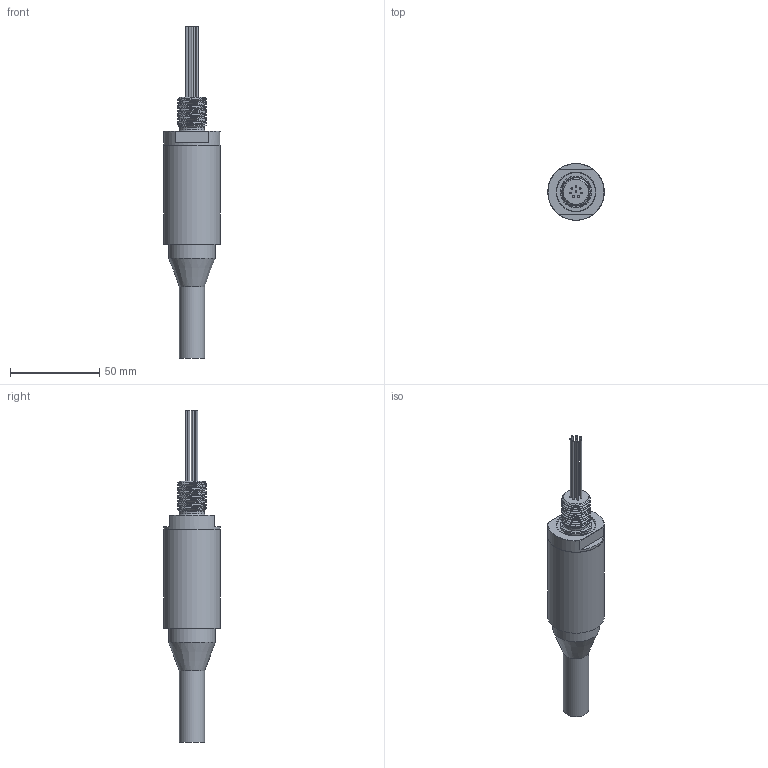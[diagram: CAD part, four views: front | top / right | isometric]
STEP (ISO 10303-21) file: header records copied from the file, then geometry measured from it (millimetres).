
FILE_DESCRIPTION(/* description */ (''),/* implementation_level */ '2;1');
FILE_NAME(/* name */ 'PNASTB 5-8.stp',/* time_stamp */ '2014-11-28T13:06:51+01:00',/* author */ ('sh'),/* organization */ (''),/* preprocessor_version */ 'ST-DEVELOPER v15.2',/* originating_system */ 'Autodesk Inventor 2014',/* authorisation */ '');
FILE_SCHEMA (('AUTOMOTIVE_DESIGN { 1 0 10303 214 3 1 1 }'));
Length unit declared in the file: millimetre
Products named in the file (1): PNASTB 5-8
Bounding box: 31.75 x 31.75 x 186.35 mm (x, y, z)
Volume: 68635.3 mm3; surface area: 16018.1 mm2
Topology: 2 solids, 2 shells, 66 faces, 124 edges, 78 vertices
Faces by surface type: plane 24, cylinder 22, torus 13, cone 5, bspline 2
Full cylindrical faces by diameter (mm): 1 x8, 9.982 x1, 11.1 x1, 12.878 x1, 13.894 x1, 14.224 x1, 15.875 x1, 17.551 x1, 22.073 x1, 26.162 x1, 31.75 x2
Entity records: 3395 total; most frequent: CARTESIAN_POINT 2151, DIRECTION 254, ORIENTED_EDGE 158, AXIS2_PLACEMENT_3D 122, EDGE_LOOP 115, EDGE_CURVE 79, VERTEX_POINT 68, ADVANCED_FACE 65
